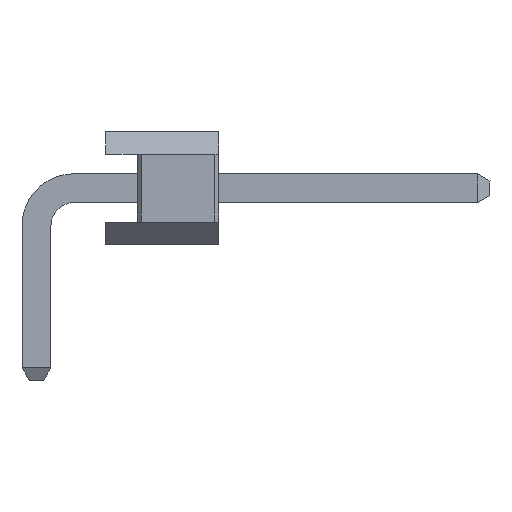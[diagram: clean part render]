
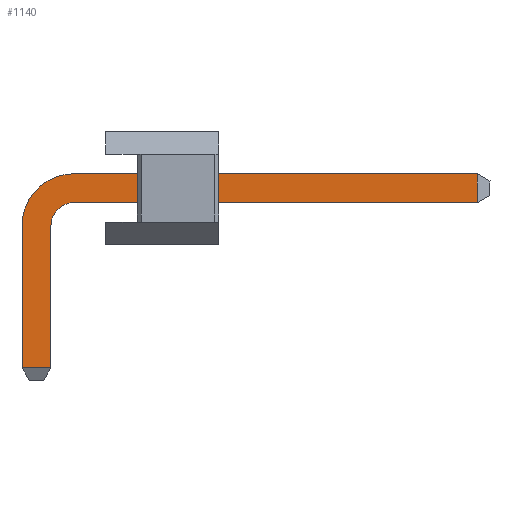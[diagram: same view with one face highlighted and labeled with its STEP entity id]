
A CAD part, left-side view. The second image highlights one B-rep face of the part: STEP entity #1140.
In plain terms, the highlighted planar face has unit normal (-1, 0, 0).
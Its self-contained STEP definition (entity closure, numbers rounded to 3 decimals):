
#1140=ADVANCED_FACE('',(#1956),#1958,.T.);
#1956=FACE_BOUND('',#1957,.T.);
#1957=EDGE_LOOP('',(#2512,#2513,#2514,#2515,#2516,#2517,#2518,#2519));
#1958=PLANE('',#1959);
#1959=AXIS2_PLACEMENT_3D('',#1960,#1961,#1962);
#1960=CARTESIAN_POINT('',(-0.32,-0.32,0.));
#1961=DIRECTION('',(-1.,0.,0.));
#1962=DIRECTION('',(0.,1.,0.));
#2512=ORIENTED_EDGE('',*,*,#2807,.F.);
#2513=ORIENTED_EDGE('',*,*,#2808,.F.);
#2514=ORIENTED_EDGE('',*,*,#2809,.F.);
#2515=ORIENTED_EDGE('',*,*,#2810,.T.);
#2516=ORIENTED_EDGE('',*,*,#2811,.F.);
#2517=ORIENTED_EDGE('',*,*,#2806,.F.);
#2518=ORIENTED_EDGE('',*,*,#2812,.T.);
#2519=ORIENTED_EDGE('',*,*,#2813,.T.);
#2806=EDGE_CURVE('',#3194,#3192,#3196,.T.);
#2807=EDGE_CURVE('',#3197,#3198,#3199,.T.);
#2808=EDGE_CURVE('',#3200,#3197,#3201,.T.);
#2809=EDGE_CURVE('',#3202,#3200,#3203,.T.);
#2810=EDGE_CURVE('',#3202,#3204,#3205,.T.);
#2811=EDGE_CURVE('',#3192,#3204,#3206,.T.);
#2812=EDGE_CURVE('',#3194,#3207,#3208,.T.);
#2813=EDGE_CURVE('',#3207,#3198,#3209,.T.);
#3192=VERTEX_POINT('',#4046);
#3194=VERTEX_POINT('',#4050);
#3196=LINE('',#4054,#4055);
#3197=VERTEX_POINT('',#4057);
#3198=VERTEX_POINT('',#4058);
#3199=LINE('',#4059,#4060);
#3200=VERTEX_POINT('',#4062);
#3201=LINE('',#4063,#4064);
#3202=VERTEX_POINT('',#4066);
#3203=CIRCLE('',#4067,1.152);
#3204=VERTEX_POINT('',#4071);
#3205=LINE('',#4072,#4073);
#3206=LINE('',#4075,#4076);
#3207=VERTEX_POINT('',#4078);
#3208=CIRCLE('',#4079,0.512);
#3209=LINE('',#4083,#4084);
#4046=CARTESIAN_POINT('',(-0.32,-0.32,-2.723));
#4050=CARTESIAN_POINT('',(-0.32,-0.32,0.418));
#4054=CARTESIAN_POINT('',(-0.32,-0.32,0.418));
#4055=VECTOR('',#4056,1.);
#4056=DIRECTION('',(0.,0.,-1.));
#4057=CARTESIAN_POINT('',(-0.32,-9.753,1.57));
#4058=CARTESIAN_POINT('',(-0.32,-9.753,0.93));
#4059=CARTESIAN_POINT('',(-0.32,-9.753,1.57));
#4060=VECTOR('',#4061,1.);
#4061=DIRECTION('',(0.,0.,-1.));
#4062=CARTESIAN_POINT('',(-0.32,-0.832,1.57));
#4063=CARTESIAN_POINT('',(-0.32,-0.832,1.57));
#4064=VECTOR('',#4065,1.);
#4065=DIRECTION('',(0.,-1.,0.));
#4066=CARTESIAN_POINT('',(-0.32,0.32,0.418));
#4067=AXIS2_PLACEMENT_3D('',#4068,#4069,#4070);
#4068=CARTESIAN_POINT('',(-0.32,-0.832,0.418));
#4069=DIRECTION('',(1.,0.,0.));
#4070=DIRECTION('',(0.,1.,0.));
#4071=CARTESIAN_POINT('',(-0.32,0.32,-2.723));
#4072=CARTESIAN_POINT('',(-0.32,0.32,0.418));
#4073=VECTOR('',#4074,1.);
#4074=DIRECTION('',(0.,0.,-1.));
#4075=CARTESIAN_POINT('',(-0.32,-0.32,-2.723));
#4076=VECTOR('',#4077,1.);
#4077=DIRECTION('',(0.,1.,0.));
#4078=CARTESIAN_POINT('',(-0.32,-0.832,0.93));
#4079=AXIS2_PLACEMENT_3D('',#4080,#4081,#4082);
#4080=CARTESIAN_POINT('',(-0.32,-0.832,0.418));
#4081=DIRECTION('',(1.,0.,0.));
#4082=DIRECTION('',(0.,1.,0.));
#4083=CARTESIAN_POINT('',(-0.32,-0.832,0.93));
#4084=VECTOR('',#4085,1.);
#4085=DIRECTION('',(0.,-1.,0.));
